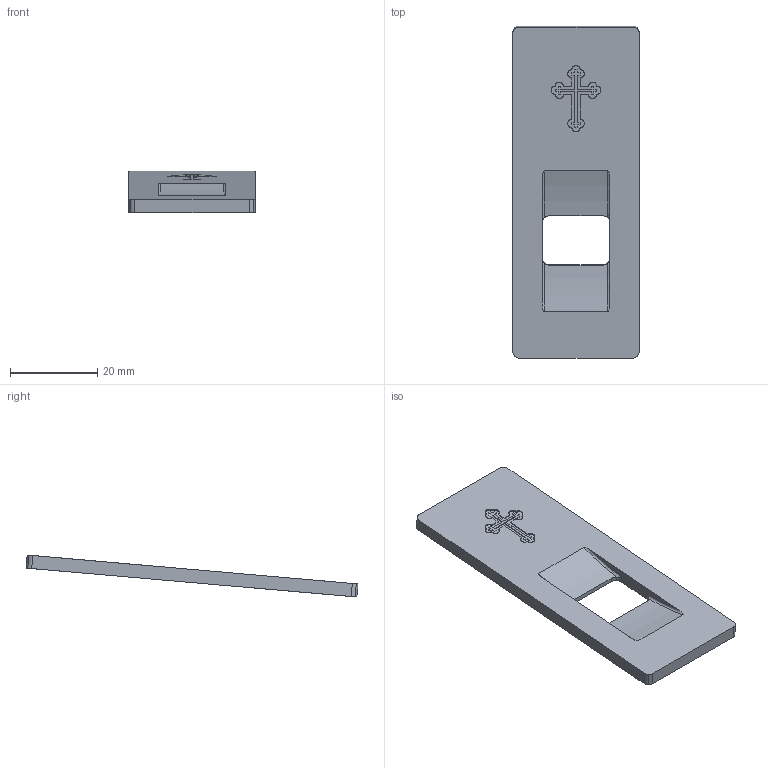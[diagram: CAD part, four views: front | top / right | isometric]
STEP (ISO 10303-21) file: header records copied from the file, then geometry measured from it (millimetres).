
FILE_DESCRIPTION (( 'STEP AP214' ), '1' );
FILE_NAME ('soroka_v2_evq_magnet_panel_orthodox.STEP', '2025-04-12T12:18:07', ( '' ), ( '' ), 'SwSTEP 2.0', 'SolidWorks 2024', '' );
FILE_SCHEMA (( 'AUTOMOTIVE_DESIGN' ));
Length unit declared in the file: millimetre
Products named in the file (1): soroka_v2_evq_magnet_panel_orthodox
Bounding box: 28.92 x 76.17 x 9.63 mm (x, y, z)
Volume: 5668.4 mm3; surface area: 4889.3 mm2
Topology: 1 solids, 1 shells, 810 faces, 2406 edges, 1604 vertices
Faces by surface type: plane 780, cylinder 26, torus 4
Entity records: 26697 total; most frequent: CARTESIAN_POINT 4925, ORIENTED_EDGE 4812, DIRECTION 4060, EDGE_CURVE 2406, VECTOR 2342, LINE 2342, VERTEX_POINT 1604, AXIS2_PLACEMENT_3D 859
